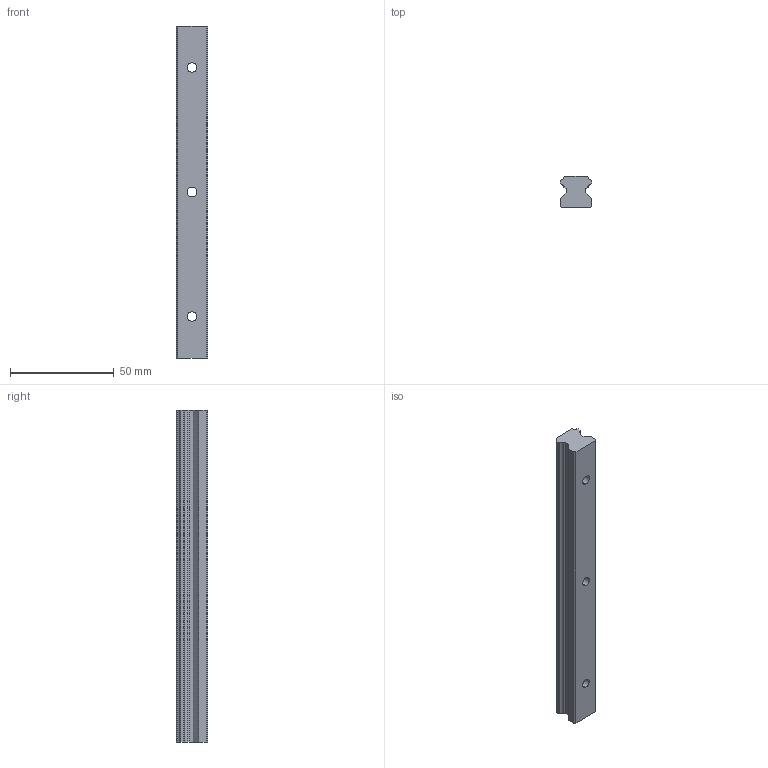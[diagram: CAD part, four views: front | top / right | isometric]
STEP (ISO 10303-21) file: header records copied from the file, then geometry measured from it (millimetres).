
FILE_DESCRIPTION (( 'STEP AP203' ), '1' );
FILE_NAME ('6709K301_15 mm Wide x 160 mm Long Guide Rail for Ball Bearing Carriage.STEP', '2021-07-10T00:27:04', ( 'Administrator' ), ( 'Managed by Terraform' ), 'SwSTEP 2.0', 'SolidWorks 2017', '' );
FILE_SCHEMA (( 'CONFIG_CONTROL_DESIGN' ));
Length unit declared in the file: millimetre
Products named in the file (1): 6709K301_15 mm Wide x 160 mm Long Guide Rail for Ball Bearing Carriage
Bounding box: 15 x 15 x 160 mm (x, y, z)
Volume: 29749.7 mm3; surface area: 10948.2 mm2
Topology: 1 solids, 1 shells, 41 faces, 108 edges, 72 vertices
Faces by surface type: plane 25, cylinder 16
Entity records: 1363 total; most frequent: DIRECTION 224, CARTESIAN_POINT 222, ORIENTED_EDGE 216, EDGE_CURVE 108, LINE 76, VECTOR 76, AXIS2_PLACEMENT_3D 74, VERTEX_POINT 72
